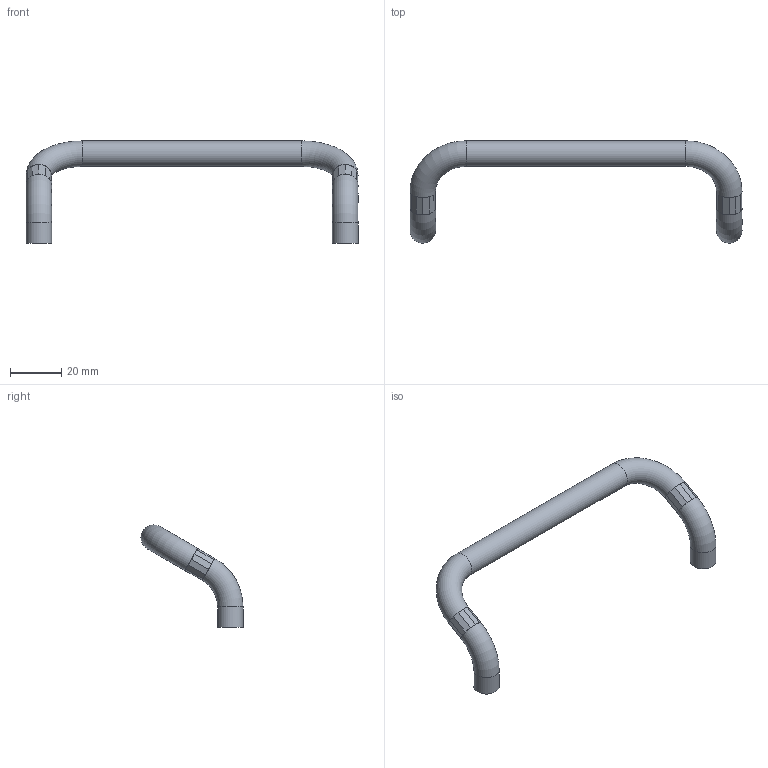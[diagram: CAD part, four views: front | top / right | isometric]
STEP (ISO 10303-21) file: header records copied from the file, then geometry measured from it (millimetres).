
FILE_DESCRIPTION(/* description */ (''),/* implementation_level */ '2;1');
FILE_NAME(/* name */ '11202_KriTec_Handgriff_AL_120_gebogen.stp',/* time_stamp */ '2014-09-29T15:58:15+02:00',/* author */ ('kostic'),/* organization */ (''),/* preprocessor_version */ 'ST-DEVELOPER v15.2',/* originating_system */ 'Autodesk Inventor 2014',/* authorisation */ '');
FILE_SCHEMA (('AUTOMOTIVE_DESIGN { 1 0 10303 214 3 1 1 }'));
Length unit declared in the file: millimetre
Products named in the file (1): 11202_KriTec_Handgriff_AL_120_gebogen
Bounding box: 130 x 40 x 40 mm (x, y, z)
Volume: 15821.2 mm3; surface area: 7245.8 mm2
Topology: 3 solids, 3 shells, 78 faces, 165 edges, 93 vertices
Faces by surface type: plane 66, cylinder 6, torus 4, cone 2
Full cylindrical faces by diameter (mm): 4.134 x3, 10 x3
Entity records: 1981 total; most frequent: CARTESIAN_POINT 376, DIRECTION 336, ORIENTED_EDGE 300, EDGE_CURVE 150, AXIS2_PLACEMENT_3D 126, EDGE_LOOP 92, VERTEX_POINT 88, LINE 84
